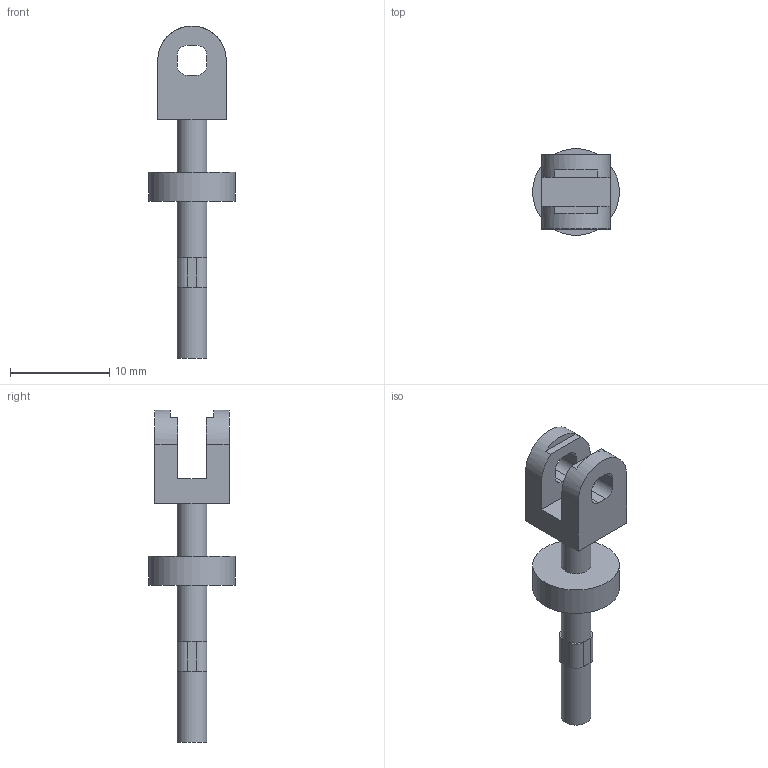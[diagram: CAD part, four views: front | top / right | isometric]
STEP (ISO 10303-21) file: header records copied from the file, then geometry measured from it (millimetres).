
FILE_DESCRIPTION(/* description */ ('STEP AP214'),/* implementation_level */ '2;1');
FILE_NAME(/* name */ '1.5 Forefoot Roll Link metal.stp',/* time_stamp */ '2023-04-13T12:01:50+06:00',/* author */ ('shailesh suthar'),/* organization */ (''),/* preprocessor_version */ 'ST-DEVELOPER v18.1',/* originating_system */ 'Autodesk Inventor 2022',/* authorisation */ '');
FILE_SCHEMA (('AUTOMOTIVE_DESIGN { 1 0 10303 214 3 1 1 }'));
Length unit declared in the file: millimetre
Products named in the file (1): 1.5 Forefoot Roll Link metal
Bounding box: 8.75 x 8.75 x 33.46 mm (x, y, z)
Volume: 614.7 mm3; surface area: 801.6 mm2
Topology: 1 solids, 1 shells, 53 faces, 134 edges, 86 vertices
Faces by surface type: plane 35, cylinder 18
Full cylindrical faces by diameter (mm): 3 x3, 8.75 x1
Entity records: 1645 total; most frequent: DIRECTION 288, CARTESIAN_POINT 274, ORIENTED_EDGE 268, EDGE_CURVE 134, AXIS2_PLACEMENT_3D 100, LINE 88, VECTOR 88, VERTEX_POINT 86
